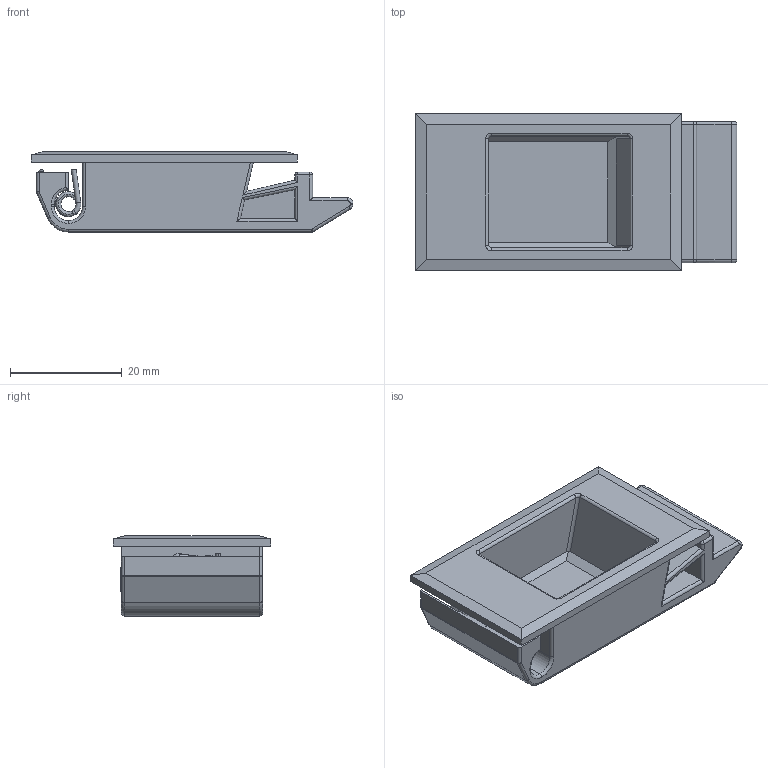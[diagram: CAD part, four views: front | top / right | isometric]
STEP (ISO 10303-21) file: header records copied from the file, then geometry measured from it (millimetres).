
FILE_DESCRIPTION (( 'STEP AP203' ), '1' );
FILE_NAME ('KS01.15.35.STEP', '2020-08-04T14:54:55', ( '' ), ( '' ), 'SwSTEP 2.0', 'SolidWorks 2015', '' );
FILE_SCHEMA (( 'CONFIG_CONTROL_DESIGN' ));
Length unit declared in the file: millimetre
Products named in the file (3): 2302050265-KS01.15 Gövde; 2507000266-KS01 Yay� Paslanmaz_kapal�; KS01.15.35
Assembly tree (2 placements, depth 2):
  KS01.15.35
    2302050265-KS01.15 Gövde
    2507000266-KS01 Yay� Paslanmaz_kapal�
Bounding box: 57.52 x 28.1 x 14.3 mm (x, y, z)
Volume: 9025.9 mm3; surface area: 8291 mm2
Topology: 3 solids, 3 shells, 232 faces, 584 edges, 359 vertices
Faces by surface type: plane 96, cylinder 61, bspline 52, torus 15, sphere 8
Entity records: 11642 total; most frequent: CARTESIAN_POINT 6239, ORIENTED_EDGE 1152, DIRECTION 912, EDGE_CURVE 576, VERTEX_POINT 359, LINE 328, VECTOR 328, AXIS2_PLACEMENT_3D 292
